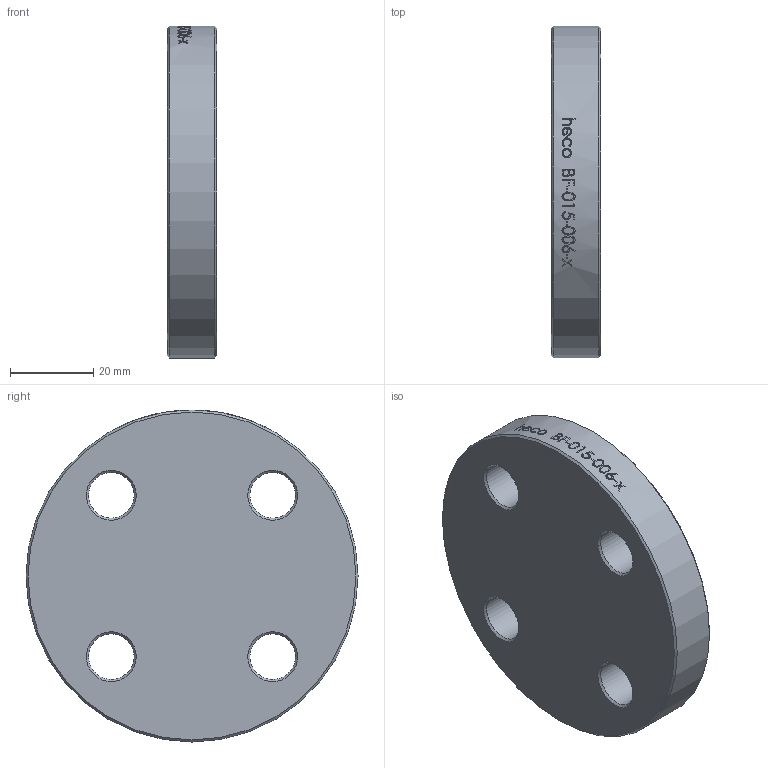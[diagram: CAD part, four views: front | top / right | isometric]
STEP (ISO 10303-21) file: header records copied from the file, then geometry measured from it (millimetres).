
FILE_DESCRIPTION (( 'STEP AP214' ), '1' );
FILE_NAME ('BF-015-006-x Blindflansch PN6 DIN2527 EN1092 2103.STEP', '2021-03-03T08:58:05', ( '' ), ( '' ), 'SwSTEP 2.0', 'SolidWorks 2019', '' );
FILE_SCHEMA (( 'AUTOMOTIVE_DESIGN' ));
Length unit declared in the file: millimetre
Products named in the file (1): BF-015-006-x Blindflansch PN6 DIN2527 EN1092 2103
Bounding box: 12 x 80 x 80 mm (x, y, z)
Volume: 55696.4 mm3; surface area: 13744.1 mm2
Topology: 1 solids, 1 shells, 41 faces, 199 edges, 184 vertices
Faces by surface type: cylinder 29, cone 10, plane 2
Full cylindrical faces by diameter (mm): 11 x4, 80 x1
Entity records: 4628 total; most frequent: CARTESIAN_POINT 2935, ORIENTED_EDGE 358, DIRECTION 210, VERTEX_POINT 179, EDGE_CURVE 179, B_SPLINE_CURVE_WITH_KNOTS 105, AXIS2_PLACEMENT_3D 94, EDGE_LOOP 88
